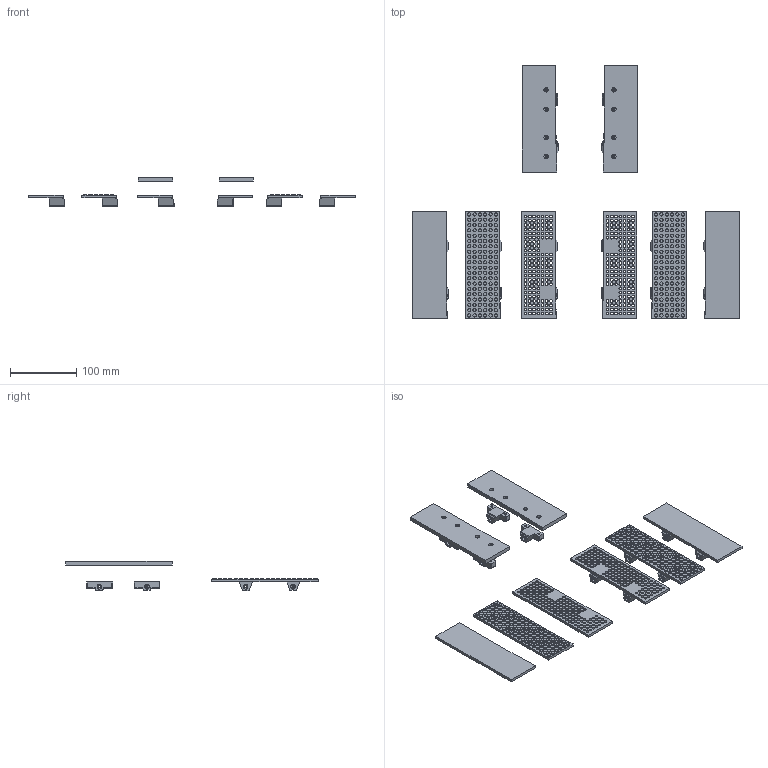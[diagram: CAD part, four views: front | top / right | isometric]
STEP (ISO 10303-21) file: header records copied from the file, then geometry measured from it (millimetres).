
FILE_DESCRIPTION(/* description */ (''),/* implementation_level */ '2;1');
FILE_NAME(/* name */ '180d7156-d09d-42f4-b214-17359de1d5d7.stp',/* time_stamp */ '2019-09-08T13:10:48-06:00',/* author */ ('sridharPR5JY'),/* organization */ (''),/* preprocessor_version */ 'ST-DEVELOPER v18',/* originating_system */ 'Autodesk Translation Framework v8.2.0.1029',/* authorisation */ '');
FILE_SCHEMA (('AUTOMOTIVE_DESIGN { 1 0 10303 214 3 1 1 }'));
Length unit declared in the file: millimetre
Products named in the file (1): BASE_ATTACHMENTS
Bounding box: 491 x 380.21 x 44.14 mm (x, y, z)
Volume: 350021.3 mm3; surface area: 183328.9 mm2
Topology: 12 solids, 12 shells, 1300 faces, 3013 edges, 2017 vertices
Faces by surface type: cylinder 688, plane 470, bspline 126, torus 16
Full cylindrical faces by diameter (mm): 3.05 x8, 3.2 x16, 4.1 x300, 4.8 x240, 6.5 x8, 7 x26
Entity records: 44421 total; most frequent: CARTESIAN_POINT 12836, DIRECTION 6592, ORIENTED_EDGE 6026, EDGE_CURVE 3013, AXIS2_PLACEMENT_3D 2713, EDGE_LOOP 2228, VERTEX_POINT 2017, CIRCLE 1450
